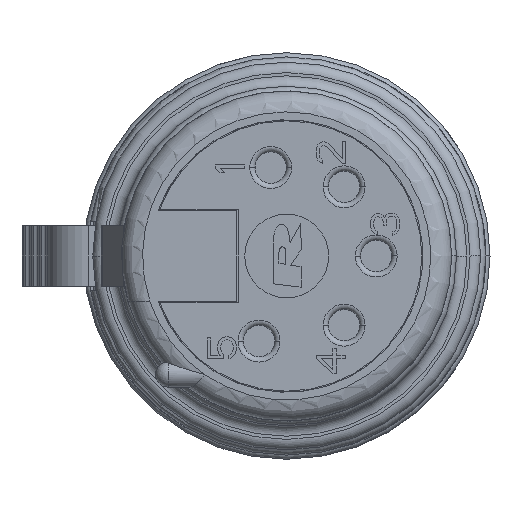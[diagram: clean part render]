
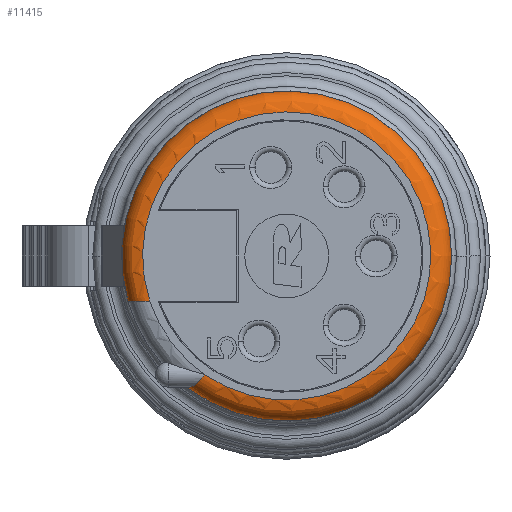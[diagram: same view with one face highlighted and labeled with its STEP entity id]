
A CAD part, left-side view. The second image highlights one B-rep face of the part: STEP entity #11415.
In plain terms, the highlighted toroidal (fillet/blend) face has major radius 6.875 mm and minor radius 1 mm.
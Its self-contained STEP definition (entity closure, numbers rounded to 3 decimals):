
#806=CARTESIAN_POINT('',(-14.1,0.,0.));
#807=DIRECTION('',(-1.,0.,0.));
#808=DIRECTION('',(0.,0.568,-0.823));
#809=AXIS2_PLACEMENT_3D('',#806,#807,#808);
#811=CARTESIAN_POINT('',(-13.1,4.782,-6.257));
#812=CARTESIAN_POINT('',(-13.168,4.782,-6.257));
#813=CARTESIAN_POINT('',(-13.302,4.76,-6.257));
#814=CARTESIAN_POINT('',(-13.435,4.691,-6.257));
#815=CARTESIAN_POINT('',(-13.5,4.643,-6.257));
#817=CARTESIAN_POINT('',(-13.5,4.643,-6.257));
#818=CARTESIAN_POINT('',(-13.562,4.597,-6.257));
#819=CARTESIAN_POINT('',(-13.688,4.505,-6.237));
#820=CARTESIAN_POINT('',(-13.859,4.363,-6.15));
#821=CARTESIAN_POINT('',(-13.993,4.215,-6.016));
#822=CARTESIAN_POINT('',(-14.08,4.064,-5.847));
#823=CARTESIAN_POINT('',(-14.1,3.96,-5.721));
#824=CARTESIAN_POINT('',(-14.1,3.907,-5.657));
#826=CARTESIAN_POINT('',(-14.1,6.53,-2.15));
#827=CARTESIAN_POINT('',(-14.1,6.599,-2.15));
#828=CARTESIAN_POINT('',(-14.087,6.735,-2.15));
#829=CARTESIAN_POINT('',(-14.032,6.929,-2.15));
#830=CARTESIAN_POINT('',(-13.941,7.11,-2.15));
#831=CARTESIAN_POINT('',(-13.818,7.269,-2.15));
#832=CARTESIAN_POINT('',(-13.667,7.401,-2.15));
#833=CARTESIAN_POINT('',(-13.491,7.5,-2.15));
#834=CARTESIAN_POINT('',(-13.299,7.562,-2.15));
#835=CARTESIAN_POINT('',(-13.166,7.576,-2.15));
#836=CARTESIAN_POINT('',(-13.1,7.576,-2.15));
#902=CARTESIAN_POINT('',(-13.1,0.,0.));
#903=DIRECTION('',(-1.,0.,0.));
#904=DIRECTION('',(0.,0.607,-0.795));
#905=AXIS2_PLACEMENT_3D('',#902,#903,#904);
#9125=CARTESIAN_POINT('',(-13.1,4.782,-6.257));
#9127=VERTEX_POINT('',#9125);
#9132=VERTEX_POINT('',#815);
#9134=VERTEX_POINT('',#824);
#9160=VERTEX_POINT('',#826);
#9161=VERTEX_POINT('',#836);
#11399=CARTESIAN_POINT('',(-13.1,0.,0.));
#11400=DIRECTION('',(-1.,0.,0.));
#11401=DIRECTION('',(0.,-1.,-0.01));
#11402=AXIS2_PLACEMENT_3D('',#11399,#11400,#11401);
#11403=TOROIDAL_SURFACE('',#11402,6.875,1.);
#11404=ORIENTED_EDGE('',*,*,#11357,.T.);
#11406=ORIENTED_EDGE('',*,*,#11405,.T.);
#11408=ORIENTED_EDGE('',*,*,#11407,.F.);
#11410=ORIENTED_EDGE('',*,*,#11409,.T.);
#11412=ORIENTED_EDGE('',*,*,#11411,.T.);
#11413=EDGE_LOOP('',(#11404,#11406,#11408,#11410,#11412));
#11414=FACE_OUTER_BOUND('',#11413,.F.);
#810=CIRCLE('',#809,6.875);
#816=B_SPLINE_CURVE_WITH_KNOTS('',3,(#811,#812,#813,#814,#815),.UNSPECIFIED.,
.F.,.F.,(4,1,4),(0.,0.5,1.),.UNSPECIFIED.);
#825=B_SPLINE_CURVE_WITH_KNOTS('',3,(#817,#818,#819,#820,#821,#822,#823,#824),
.UNSPECIFIED.,.F.,.F.,(4,1,1,1,1,4),(0.,0.2,0.4,0.6,0.8,1.),
.UNSPECIFIED.);
#837=B_SPLINE_CURVE_WITH_KNOTS('',3,(#826,#827,#828,#829,#830,#831,#832,#833,
#834,#835,#836),.UNSPECIFIED.,.F.,.F.,(4,1,1,1,1,1,1,1,4),(0.,0.125,0.25,
0.375,0.5,0.625,0.75,0.875,1.),.UNSPECIFIED.);
#906=CIRCLE('',#905,7.875);
#11357=EDGE_CURVE('',#9134,#9160,#810,.T.);
#11405=EDGE_CURVE('',#9160,#9161,#837,.T.);
#11407=EDGE_CURVE('',#9127,#9161,#906,.T.);
#11409=EDGE_CURVE('',#9127,#9132,#816,.T.);
#11411=EDGE_CURVE('',#9132,#9134,#825,.T.);
#11415=ADVANCED_FACE('',(#11414),#11403,.T.);
